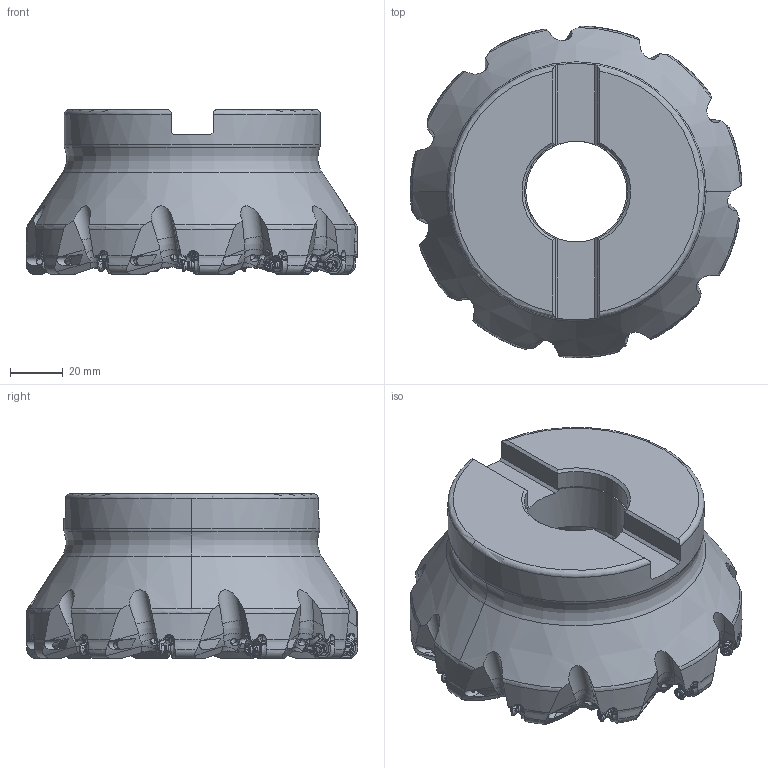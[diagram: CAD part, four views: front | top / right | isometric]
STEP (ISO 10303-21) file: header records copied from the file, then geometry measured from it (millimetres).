
FILE_DESCRIPTION(/* description */ (''),/* implementation_level */ '2;1');
FILE_NAME(/* name */ 'WWX200UR5_0011EA.stp',/* time_stamp */ '2022-11-25T16:42:44+09:00',/* author */ (''),/* organization */ (''),/* preprocessor_version */ 'ST-DEVELOPER v16',/* originating_system */ 'SIEMENS PLM Software NX 10.0',/* authorisation */ '');
FILE_SCHEMA (('AUTOMOTIVE_DESIGN { 1 0 10303 214 3 1 1 1 }'));
Products named in the file (1): WWX200UR5_0011EA_ASM
Bounding box: 125.22 x 125.17 x 62.31 mm (x, y, z)
Volume: 440363.7 mm3; surface area: 54477 mm2
Topology: 12 solids, 12 shells, 1380 faces, 4073 edges, 2653 vertices
Faces by surface type: cylinder 474, plane 361, bspline 165, sphere 154, cone 89, torus 71, extrusion 66
Entity records: 83200 total; most frequent: CARTESIAN_POINT 49086, ORIENTED_EDGE 7970, DIRECTION 5994, EDGE_CURVE 3985, VERTEX_POINT 2639, AXIS2_PLACEMENT_3D 2503, B_SPLINE_CURVE_WITH_KNOTS 1827, EDGE_LOOP 1436
